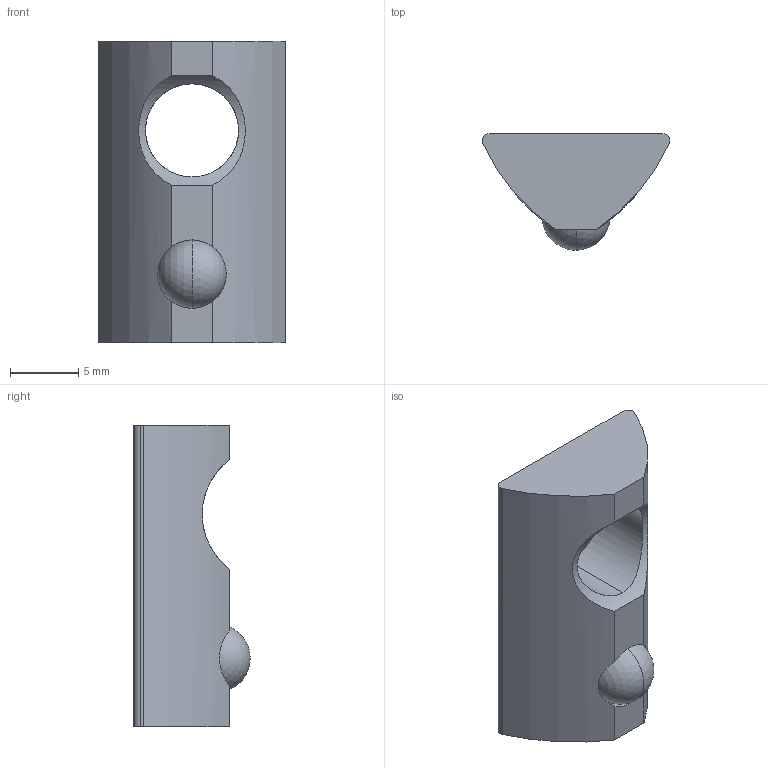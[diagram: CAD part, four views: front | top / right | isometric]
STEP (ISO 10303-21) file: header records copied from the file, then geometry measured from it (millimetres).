
FILE_DESCRIPTION (( 'STEP AP214' ), '1' );
FILE_NAME ('096008.STEP', '2014-08-18T09:04:50', ( '' ), ( '' ), 'SwSTEP 2.0', 'SolidWorks 2014', '' );
FILE_SCHEMA (( 'AUTOMOTIVE_DESIGN' ));
Length unit declared in the file: millimetre
Products named in the file (1): 096008
Bounding box: 13.7 x 8.5 x 22 mm (x, y, z)
Volume: 1185.6 mm3; surface area: 1095.5 mm2
Topology: 2 solids, 2 shells, 23 faces, 60 edges, 39 vertices
Faces by surface type: cylinder 10, plane 7, cone 4, sphere 2
Entity records: 888 total; most frequent: CARTESIAN_POINT 269, DIRECTION 121, ORIENTED_EDGE 110, EDGE_CURVE 55, AXIS2_PLACEMENT_3D 48, VERTEX_POINT 36, EDGE_LOOP 25, LINE 25
